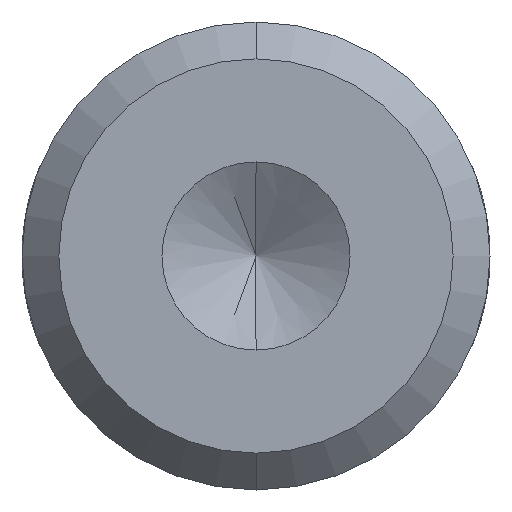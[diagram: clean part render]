
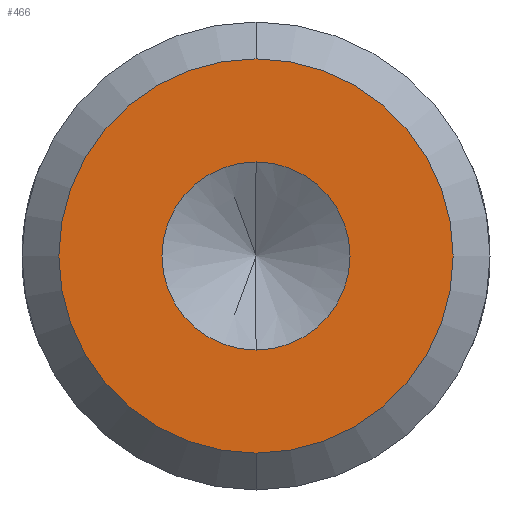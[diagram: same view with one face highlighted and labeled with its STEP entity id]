
A CAD part, front view. The second image highlights one B-rep face of the part: STEP entity #466.
In plain terms, the highlighted planar face has unit normal (0, -1, 0).
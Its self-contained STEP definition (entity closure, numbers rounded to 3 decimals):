
#1 = CARTESIAN_POINT ( 'NONE',  ( 0., 0., 0. ) ) ;
#4 = ORIENTED_EDGE ( 'NONE', *, *, #923, .F. ) ;
#26 = CARTESIAN_POINT ( 'NONE',  ( 0., 0., 2.553 ) ) ;
#55 = DIRECTION ( 'NONE',  ( 0., 1., 0. ) ) ;
#71 = EDGE_CURVE ( 'NONE', #349, #769, #464, .T. ) ;
#116 = ORIENTED_EDGE ( 'NONE', *, *, #71, .F. ) ;
#145 = EDGE_CURVE ( 'NONE', #732, #512, #672, .T. ) ;
#150 = DIRECTION ( 'NONE',  ( 0., -1., 0. ) ) ;
#171 = ORIENTED_EDGE ( 'NONE', *, *, #654, .T. ) ;
#195 = AXIS2_PLACEMENT_3D ( 'NONE', #615, #289, #825 ) ;
#205 = EDGE_LOOP ( 'NONE', ( #520, #171 ) ) ;
#206 = CARTESIAN_POINT ( 'NONE',  ( 0., 0., 0. ) ) ;
#219 = PLANE ( 'NONE',  #976 ) ;
#282 = DIRECTION ( 'NONE',  ( 0., -1., 0. ) ) ;
#289 = DIRECTION ( 'NONE',  ( 0., -1., 0. ) ) ;
#349 = VERTEX_POINT ( 'NONE', #26 ) ;
#392 = DIRECTION ( 'NONE',  ( 0., 0., -1. ) ) ;
#430 = CARTESIAN_POINT ( 'NONE',  ( 0., 0., 0. ) ) ;
#464 = CIRCLE ( 'NONE', #675, 2.553 ) ;
#466 = ADVANCED_FACE ( 'NONE', ( #754, #566 ), #219, .F. ) ;
#512 = VERTEX_POINT ( 'NONE', #914 ) ;
#515 = AXIS2_PLACEMENT_3D ( 'NONE', #1, #150, #617 ) ;
#520 = ORIENTED_EDGE ( 'NONE', *, *, #145, .T. ) ;
#526 = CIRCLE ( 'NONE', #515, 5.35 ) ;
#566 = FACE_OUTER_BOUND ( 'NONE', #205, .T. ) ;
#615 = CARTESIAN_POINT ( 'NONE',  ( 0., 0., 0. ) ) ;
#617 = DIRECTION ( 'NONE',  ( 0., 0., -1. ) ) ;
#622 = CARTESIAN_POINT ( 'NONE',  ( 0., 0., 5.35 ) ) ;
#654 = EDGE_CURVE ( 'NONE', #512, #732, #526, .T. ) ;
#655 = DIRECTION ( 'NONE',  ( 0., -1., 0. ) ) ;
#672 = CIRCLE ( 'NONE', #195, 5.35 ) ;
#675 = AXIS2_PLACEMENT_3D ( 'NONE', #206, #282, #392 ) ;
#689 = DIRECTION ( 'NONE',  ( 0., 0., 1. ) ) ;
#713 = AXIS2_PLACEMENT_3D ( 'NONE', #430, #655, #889 ) ;
#732 = VERTEX_POINT ( 'NONE', #622 ) ;
#754 = FACE_BOUND ( 'NONE', #993, .T. ) ;
#756 = CARTESIAN_POINT ( 'NONE',  ( 0., 0., 0. ) ) ;
#769 = VERTEX_POINT ( 'NONE', #799 ) ;
#799 = CARTESIAN_POINT ( 'NONE',  ( 0., 0., -2.553 ) ) ;
#825 = DIRECTION ( 'NONE',  ( 0., 0., -1. ) ) ;
#883 = CIRCLE ( 'NONE', #713, 2.553 ) ;
#889 = DIRECTION ( 'NONE',  ( 0., 0., -1. ) ) ;
#914 = CARTESIAN_POINT ( 'NONE',  ( 0., 0., -5.35 ) ) ;
#923 = EDGE_CURVE ( 'NONE', #769, #349, #883, .T. ) ;
#976 = AXIS2_PLACEMENT_3D ( 'NONE', #756, #55, #689 ) ;
#993 = EDGE_LOOP ( 'NONE', ( #4, #116 ) ) ;
